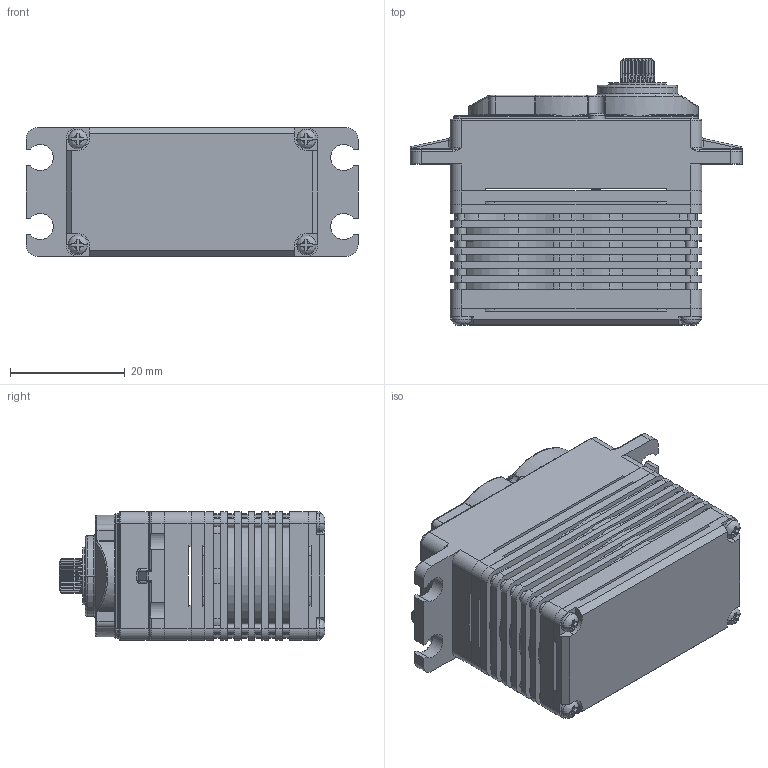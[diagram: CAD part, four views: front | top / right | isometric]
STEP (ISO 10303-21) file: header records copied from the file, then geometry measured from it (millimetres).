
FILE_DESCRIPTION((''),'2;1');
FILE_NAME('220901500001_HS-7980TH_BASE_ASM','2017-07-12T',('servo-csw'),(''),'CREO PARAMETRIC BY PTC INC, 2014440','CREO PARAMETRIC BY PTC INC, 2014440','');
FILE_SCHEMA(('CONFIG_CONTROL_DESIGN'));
Products named in the file (9): 120101020009_HS7980M; 120101010017_HS7980T; 120101020010_HS7980HT; 120101030013_HS7980L; 120201000037_CPHT2_2_30_NI; 120208000026_2_3X_1_3X0_5; 120201000076_CPH_M1_7X20; 120212000495_HS7980TG4F; 220901500001_HS-7980TH_BASE_ASM
Assembly tree (13 placements, depth 2):
  220901500001_HS-7980TH_BASE_ASM
    120101020009_HS7980M
    120101010017_HS7980T
    120101020010_HS7980HT
    120101030013_HS7980L
    120201000037_CPHT2_2_30_NI  x4
    120208000026_2_3X_1_3X0_5  x2
    120201000076_CPH_M1_7X20  x2
    120212000495_HS7980TG4F
Bounding box: 57.8 x 46.3 x 22.4 mm (x, y, z)
Volume: 38681.3 mm3; surface area: 17852.8 mm2
Topology: 13 solids, 15 shells, 1622 faces, 4333 edges, 2755 vertices
Faces by surface type: cylinder 671, plane 615, bspline 138, torus 100, cone 80, sphere 18
Entity records: 62423 total; most frequent: CARTESIAN_POINT 18255, ORIENTED_EDGE 6836, DIRECTION 6406, PRESENTATION_STYLE_ASSIGNMENT 3578, STYLED_ITEM 3426, CURVE_STYLE 3418, EDGE_CURVE 3418, AXIS2_PLACEMENT_3D 2260
